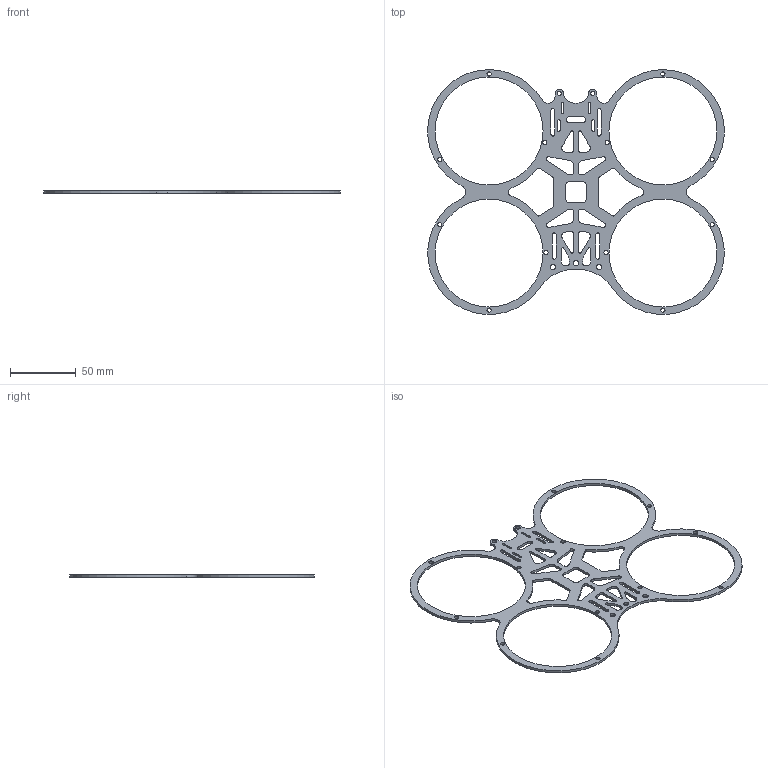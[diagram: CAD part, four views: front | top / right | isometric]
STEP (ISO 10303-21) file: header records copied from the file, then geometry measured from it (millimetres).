
FILE_DESCRIPTION(/* description */ ('','CAx-IF Rec.Pracs.---Representation and Presentation of Product Manufacturing Information (PMI)---4.0---2014-10-13'),/* implementation_level */ '2;1');
FILE_NAME(/* name */ '2020_TOP.step',/* time_stamp */ '2025-01-29T22:21:51+13:00',/* author */ (''),/* organization */ (''),/* preprocessor_version */ 'ST-DEVELOPER v20',/* originating_system */ 'Autodesk Translation Framework v13.20.0.188',/* authorisation */ '');
FILE_SCHEMA (('AP242_MANAGED_MODEL_BASED_3D_ENGINEERING_MIM_LF { 1 0 10303 442 1 1 4 }'));
Length unit declared in the file: millimetre
Products named in the file (1): (Unsaved)
Bounding box: 225.71 x 186.44 x 2 mm (x, y, z)
Volume: 20143.4 mm3; surface area: 26340.1 mm2
Topology: 1 solids, 1 shells, 175 faces, 519 edges, 346 vertices
Faces by surface type: cylinder 108, plane 66, bspline 1
Full cylindrical faces by diameter (mm): 3.2 x14, 4 x3, 82.2 x4
Entity records: 6161 total; most frequent: DIRECTION 1087, CARTESIAN_POINT 1050, ORIENTED_EDGE 1038, EDGE_CURVE 519, AXIS2_PLACEMENT_3D 393, VERTEX_POINT 346, LINE 301, VECTOR 301
